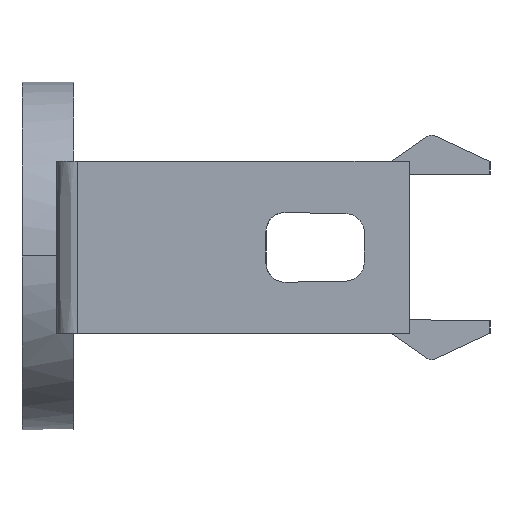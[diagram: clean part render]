
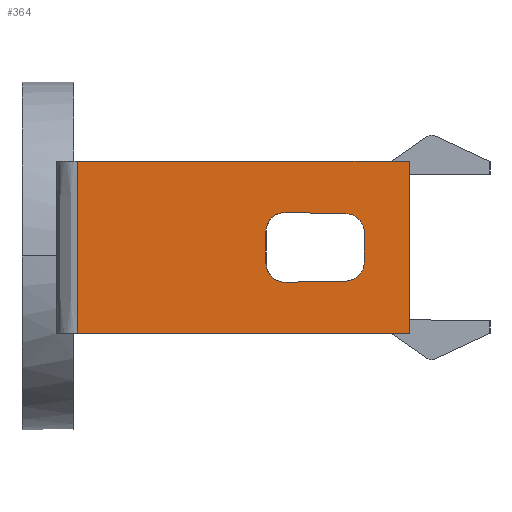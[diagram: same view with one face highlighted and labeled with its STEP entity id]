
A CAD part, left-side view. The second image highlights one B-rep face of the part: STEP entity #364.
In plain terms, the highlighted planar face has unit normal (-1, 0.018, 0).
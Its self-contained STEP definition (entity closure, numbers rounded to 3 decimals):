
#318=AXIS2_PLACEMENT_3D('Plane Axis2P3D',#315,#316,#317) ;
#43=CARTESIAN_POINT('Vertex',(-23.909,-43.293,2.725)) ;
#49=CARTESIAN_POINT('Control Point',(-23.909,-43.293,2.725)) ;
#50=CARTESIAN_POINT('Control Point',(-23.909,-43.293,3.409)) ;
#51=CARTESIAN_POINT('Control Point',(-23.904,-43.029,4.093)) ;
#52=CARTESIAN_POINT('Control Point',(-23.895,-42.495,4.636)) ;
#53=CARTESIAN_POINT('Control Point',(-23.883,-41.815,4.913)) ;
#54=CARTESIAN_POINT('Control Point',(-23.871,-41.132,4.925)) ;
#55=CARTESIAN_POINT('Vertex',(-23.871,-41.132,4.925)) ;
#85=CARTESIAN_POINT('Line Origine',(-23.81,-37.615,4.987)) ;
#89=CARTESIAN_POINT('Vertex',(-23.749,-34.098,5.049)) ;
#120=CARTESIAN_POINT('Control Point',(-23.749,-34.098,5.049)) ;
#121=CARTESIAN_POINT('Control Point',(-23.736,-33.399,5.061)) ;
#122=CARTESIAN_POINT('Control Point',(-23.724,-32.695,4.797)) ;
#123=CARTESIAN_POINT('Control Point',(-23.714,-32.136,4.248)) ;
#124=CARTESIAN_POINT('Control Point',(-23.71,-31.859,3.548)) ;
#125=CARTESIAN_POINT('Control Point',(-23.71,-31.859,2.849)) ;
#126=CARTESIAN_POINT('Vertex',(-23.71,-31.859,2.849)) ;
#156=CARTESIAN_POINT('Line Origine',(-23.71,-31.859,1.)) ;
#160=CARTESIAN_POINT('Vertex',(-23.71,-31.859,-0.849)) ;
#191=CARTESIAN_POINT('Control Point',(-23.71,-31.859,-0.849)) ;
#192=CARTESIAN_POINT('Control Point',(-23.71,-31.859,-1.548)) ;
#193=CARTESIAN_POINT('Control Point',(-23.714,-32.136,-2.248)) ;
#194=CARTESIAN_POINT('Control Point',(-23.724,-32.695,-2.797)) ;
#195=CARTESIAN_POINT('Control Point',(-23.736,-33.399,-3.061)) ;
#196=CARTESIAN_POINT('Control Point',(-23.749,-34.098,-3.049)) ;
#197=CARTESIAN_POINT('Vertex',(-23.749,-34.098,-3.049)) ;
#227=CARTESIAN_POINT('Line Origine',(-23.81,-37.615,-2.987)) ;
#231=CARTESIAN_POINT('Vertex',(-23.871,-41.132,-2.925)) ;
#262=CARTESIAN_POINT('Control Point',(-23.871,-41.132,-2.925)) ;
#263=CARTESIAN_POINT('Control Point',(-23.883,-41.815,-2.913)) ;
#264=CARTESIAN_POINT('Control Point',(-23.895,-42.495,-2.636)) ;
#265=CARTESIAN_POINT('Control Point',(-23.904,-43.029,-2.093)) ;
#266=CARTESIAN_POINT('Control Point',(-23.909,-43.293,-1.409)) ;
#267=CARTESIAN_POINT('Control Point',(-23.909,-43.293,-0.725)) ;
#268=CARTESIAN_POINT('Vertex',(-23.909,-43.293,-0.725)) ;
#298=CARTESIAN_POINT('Line Origine',(-23.909,-43.293,1.)) ;
#315=CARTESIAN_POINT('Axis2P3D Location',(-23.983,-47.5,11.)) ;
#320=CARTESIAN_POINT('Line Origine',(-23.664,-29.228,-9.)) ;
#324=CARTESIAN_POINT('Vertex',(-23.327,-9.956,-9.)) ;
#326=CARTESIAN_POINT('Vertex',(-24.,-48.5,-9.)) ;
#329=CARTESIAN_POINT('Line Origine',(-24.,-48.5,1.)) ;
#333=CARTESIAN_POINT('Vertex',(-24.,-48.5,11.)) ;
#336=CARTESIAN_POINT('Line Origine',(-23.664,-29.228,11.)) ;
#340=CARTESIAN_POINT('Vertex',(-23.327,-9.956,11.)) ;
#343=CARTESIAN_POINT('Line Origine',(-23.327,-9.956,1.)) ;
#86=DIRECTION('Vector Direction',(0.017,1.,0.018)) ;
#157=DIRECTION('Vector Direction',(0.,0.,-1.)) ;
#228=DIRECTION('Vector Direction',(-0.017,-1.,0.018)) ;
#299=DIRECTION('Vector Direction',(0.,0.,1.)) ;
#316=DIRECTION('Axis2P3D Direction',(-1.,0.017,0.)) ;
#317=DIRECTION('Axis2P3D XDirection',(0.017,1.,0.)) ;
#321=DIRECTION('Vector Direction',(-0.017,-1.,0.)) ;
#330=DIRECTION('Vector Direction',(0.,0.,-1.)) ;
#337=DIRECTION('Vector Direction',(-0.017,-1.,0.)) ;
#344=DIRECTION('Vector Direction',(0.,0.,-1.)) ;
#87=VECTOR('Line Direction',#86,1.) ;
#158=VECTOR('Line Direction',#157,1.) ;
#229=VECTOR('Line Direction',#228,1.) ;
#300=VECTOR('Line Direction',#299,1.) ;
#322=VECTOR('Line Direction',#321,1.) ;
#331=VECTOR('Line Direction',#330,1.) ;
#338=VECTOR('Line Direction',#337,1.) ;
#345=VECTOR('Line Direction',#344,1.) ;
#349=ORIENTED_EDGE('',*,*,#328,.T.) ;
#350=ORIENTED_EDGE('',*,*,#335,.F.) ;
#351=ORIENTED_EDGE('',*,*,#342,.F.) ;
#352=ORIENTED_EDGE('',*,*,#347,.T.) ;
#355=ORIENTED_EDGE('',*,*,#302,.F.) ;
#356=ORIENTED_EDGE('',*,*,#270,.F.) ;
#357=ORIENTED_EDGE('',*,*,#233,.F.) ;
#358=ORIENTED_EDGE('',*,*,#199,.F.) ;
#359=ORIENTED_EDGE('',*,*,#162,.F.) ;
#360=ORIENTED_EDGE('',*,*,#128,.F.) ;
#361=ORIENTED_EDGE('',*,*,#91,.F.) ;
#362=ORIENTED_EDGE('',*,*,#57,.F.) ;
#363=FACE_BOUND('',#354,.T.) ;
#364=ADVANCED_FACE('PartBody',(#353,#363),#319,.T.) ;
#48=B_SPLINE_CURVE_WITH_KNOTS('',5,(#49,#50,#51,#52,#53,#54),.UNSPECIFIED.,.F.,.U.,(6,6),(9.775,14.608),.UNSPECIFIED.) ;
#119=B_SPLINE_CURVE_WITH_KNOTS('',5,(#120,#121,#122,#123,#124,#125),.UNSPECIFIED.,.F.,.U.,(6,6),(14.608,19.55),.UNSPECIFIED.) ;
#190=B_SPLINE_CURVE_WITH_KNOTS('',5,(#191,#192,#193,#194,#195,#196),.UNSPECIFIED.,.F.,.U.,(6,6),(19.55,24.492),.UNSPECIFIED.) ;
#261=B_SPLINE_CURVE_WITH_KNOTS('',5,(#262,#263,#264,#265,#266,#267),.UNSPECIFIED.,.F.,.U.,(6,6),(4.942,9.775),.UNSPECIFIED.) ;
#57=EDGE_CURVE('',#44,#56,#48,.T.) ;
#91=EDGE_CURVE('',#56,#90,#88,.T.) ;
#128=EDGE_CURVE('',#90,#127,#119,.T.) ;
#162=EDGE_CURVE('',#127,#161,#159,.T.) ;
#199=EDGE_CURVE('',#161,#198,#190,.T.) ;
#233=EDGE_CURVE('',#198,#232,#230,.T.) ;
#270=EDGE_CURVE('',#232,#269,#261,.T.) ;
#302=EDGE_CURVE('',#269,#44,#301,.T.) ;
#328=EDGE_CURVE('',#325,#327,#323,.T.) ;
#335=EDGE_CURVE('',#334,#327,#332,.T.) ;
#342=EDGE_CURVE('',#341,#334,#339,.T.) ;
#347=EDGE_CURVE('',#341,#325,#346,.T.) ;
#348=EDGE_LOOP('',(#349,#350,#351,#352)) ;
#354=EDGE_LOOP('',(#355,#356,#357,#358,#359,#360,#361,#362)) ;
#353=FACE_OUTER_BOUND('',#348,.T.) ;
#88=LINE('Line',#85,#87) ;
#159=LINE('Line',#156,#158) ;
#230=LINE('Line',#227,#229) ;
#301=LINE('Line',#298,#300) ;
#323=LINE('Line',#320,#322) ;
#332=LINE('Line',#329,#331) ;
#339=LINE('Line',#336,#338) ;
#346=LINE('Line',#343,#345) ;
#319=PLANE('',#318) ;
#44=VERTEX_POINT('',#43) ;
#56=VERTEX_POINT('',#55) ;
#90=VERTEX_POINT('',#89) ;
#127=VERTEX_POINT('',#126) ;
#161=VERTEX_POINT('',#160) ;
#198=VERTEX_POINT('',#197) ;
#232=VERTEX_POINT('',#231) ;
#269=VERTEX_POINT('',#268) ;
#325=VERTEX_POINT('',#324) ;
#327=VERTEX_POINT('',#326) ;
#334=VERTEX_POINT('',#333) ;
#341=VERTEX_POINT('',#340) ;
